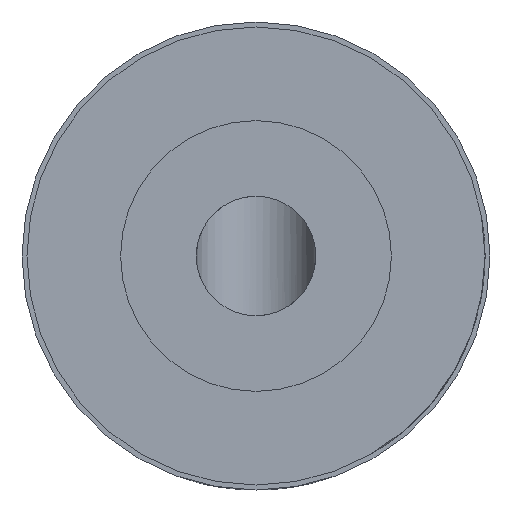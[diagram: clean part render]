
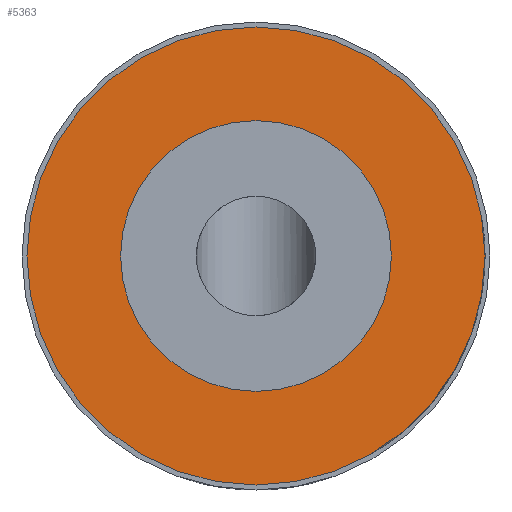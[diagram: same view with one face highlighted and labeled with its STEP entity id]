
A CAD part, front view. The second image highlights one B-rep face of the part: STEP entity #5363.
In plain terms, the highlighted planar face has unit normal (0, -1, 0).
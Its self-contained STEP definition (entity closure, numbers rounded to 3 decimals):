
#33 = DIRECTION ( 'NONE',  ( 0., -1., 0. ) ) ;
#438 = ORIENTED_EDGE ( 'NONE', *, *, #828, .F. ) ;
#622 = EDGE_LOOP ( 'NONE', ( #438, #2400 ) ) ;
#828 = EDGE_CURVE ( 'NONE', #4394, #5903, #5109, .T. ) ;
#1118 = CARTESIAN_POINT ( 'NONE',  ( 0., 0., -11.5 ) ) ;
#1335 = FACE_BOUND ( 'NONE', #622, .T. ) ;
#1764 = EDGE_CURVE ( 'NONE', #2847, #5898, #4028, .T. ) ;
#1864 = CIRCLE ( 'NONE', #3911, 6.8 ) ;
#1876 = CARTESIAN_POINT ( 'NONE',  ( 0., 0., 0. ) ) ;
#1933 = DIRECTION ( 'NONE',  ( 0., -1., 0. ) ) ;
#2400 = ORIENTED_EDGE ( 'NONE', *, *, #3787, .F. ) ;
#2488 = CARTESIAN_POINT ( 'NONE',  ( 0., 0., 0. ) ) ;
#2847 = VERTEX_POINT ( 'NONE', #3600 ) ;
#2850 = FACE_OUTER_BOUND ( 'NONE', #3367, .T. ) ;
#2884 = DIRECTION ( 'NONE',  ( 0., -1., 0. ) ) ;
#2943 = AXIS2_PLACEMENT_3D ( 'NONE', #2488, #6636, #6130 ) ;
#3102 = CARTESIAN_POINT ( 'NONE',  ( 0., 0., 0. ) ) ;
#3341 = DIRECTION ( 'NONE',  ( 0., 0., -1. ) ) ;
#3367 = EDGE_LOOP ( 'NONE', ( #4441, #4585 ) ) ;
#3393 = PLANE ( 'NONE',  #3601 ) ;
#3595 = AXIS2_PLACEMENT_3D ( 'NONE', #6469, #5452, #3341 ) ;
#3600 = CARTESIAN_POINT ( 'NONE',  ( 0., 0., 11.5 ) ) ;
#3601 = AXIS2_PLACEMENT_3D ( 'NONE', #1876, #2884, #3860 ) ;
#3787 = EDGE_CURVE ( 'NONE', #5903, #4394, #1864, .T. ) ;
#3803 = CARTESIAN_POINT ( 'NONE',  ( 0., 0., -6.8 ) ) ;
#3860 = DIRECTION ( 'NONE',  ( 0., 0., -1. ) ) ;
#3911 = AXIS2_PLACEMENT_3D ( 'NONE', #3102, #33, #4117 ) ;
#4028 = CIRCLE ( 'NONE', #2943, 11.5 ) ;
#4117 = DIRECTION ( 'NONE',  ( 0., 0., -1. ) ) ;
#4140 = EDGE_CURVE ( 'NONE', #5898, #2847, #6412, .T. ) ;
#4394 = VERTEX_POINT ( 'NONE', #3803 ) ;
#4441 = ORIENTED_EDGE ( 'NONE', *, *, #4140, .T. ) ;
#4507 = DIRECTION ( 'NONE',  ( 0., 0., -1. ) ) ;
#4585 = ORIENTED_EDGE ( 'NONE', *, *, #1764, .T. ) ;
#4765 = CARTESIAN_POINT ( 'NONE',  ( 0., 0., 6.8 ) ) ;
#5081 = CARTESIAN_POINT ( 'NONE',  ( 0., 0., 0. ) ) ;
#5109 = CIRCLE ( 'NONE', #5538, 6.8 ) ;
#5363 = ADVANCED_FACE ( 'NONE', ( #1335, #2850 ), #3393, .T. ) ;
#5452 = DIRECTION ( 'NONE',  ( 0., -1., 0. ) ) ;
#5538 = AXIS2_PLACEMENT_3D ( 'NONE', #5081, #1933, #4507 ) ;
#5898 = VERTEX_POINT ( 'NONE', #1118 ) ;
#5903 = VERTEX_POINT ( 'NONE', #4765 ) ;
#6130 = DIRECTION ( 'NONE',  ( 0., 0., -1. ) ) ;
#6412 = CIRCLE ( 'NONE', #3595, 11.5 ) ;
#6469 = CARTESIAN_POINT ( 'NONE',  ( 0., 0., 0. ) ) ;
#6636 = DIRECTION ( 'NONE',  ( 0., -1., 0. ) ) ;
